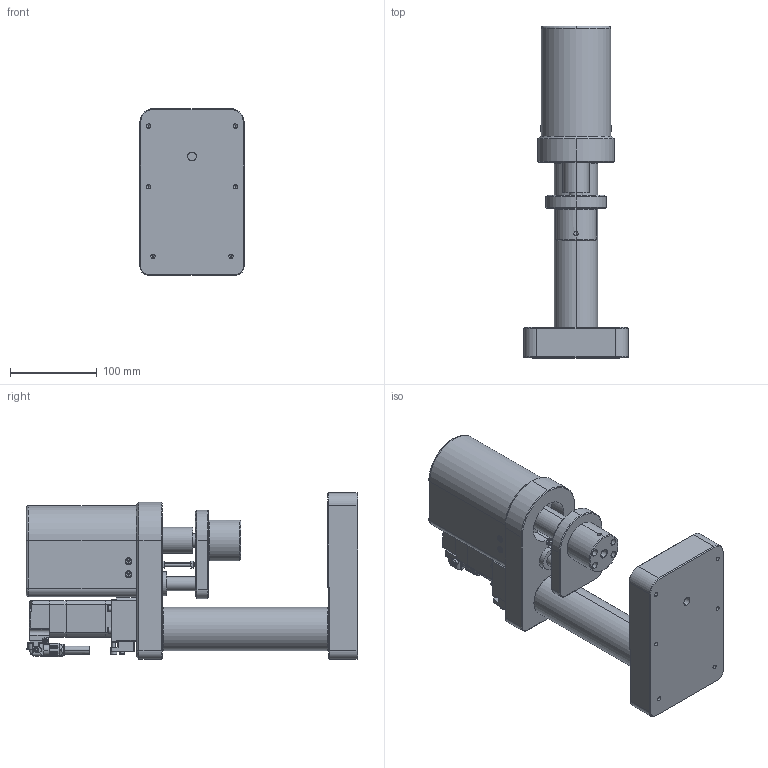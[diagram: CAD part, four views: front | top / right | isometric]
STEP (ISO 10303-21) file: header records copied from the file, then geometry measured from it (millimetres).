
FILE_DESCRIPTION (( 'STEP AP214' ), '1' );
FILE_NAME ('ダウンロード用1kNプッシュメカ.STEP', '2025-07-29T03:28:50', ( '' ), ( '' ), 'SwSTEP 2.0', 'SolidWorks 2023', '' );
FILE_SCHEMA (( 'AUTOMOTIVE_DESIGN' ));
Length unit declared in the file: millimetre
Products named in the file (3): Part1_1kNプッシュメカ; ダウンロード用1kNプッシュメカ; part2_可動部
Assembly tree (2 placements, depth 2):
  ダウンロード用1kNプッシュメカ
    Part1_1kNプッシュメカ
    part2_可動部
Bounding box: 120 x 382.5 x 192 mm (x, y, z)
Volume: 3070990.9 mm3; surface area: 291730.2 mm2
Topology: 2 solids, 28 shells, 1533 faces, 3965 edges, 2460 vertices
Faces by surface type: plane 763, cylinder 510, cone 229, torus 23, bspline 8
Entity records: 49075 total; most frequent: CARTESIAN_POINT 12009, ORIENTED_EDGE 7730, DIRECTION 7683, EDGE_CURVE 3865, AXIS2_PLACEMENT_3D 2710, VERTEX_POINT 2460, LINE 2263, VECTOR 2263
